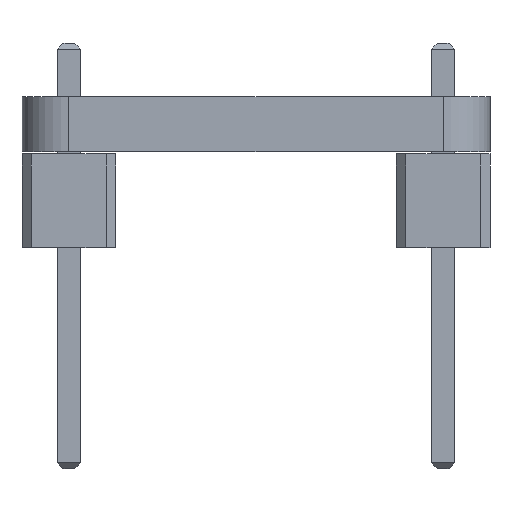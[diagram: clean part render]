
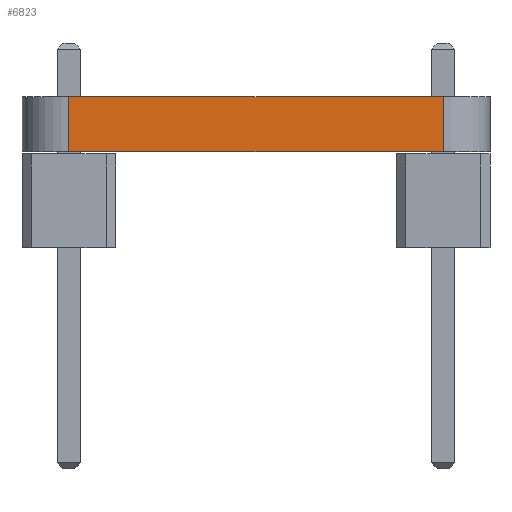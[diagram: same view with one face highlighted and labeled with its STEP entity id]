
A CAD part, front view. The second image highlights one B-rep face of the part: STEP entity #6823.
In plain terms, the highlighted planar face has unit normal (0, -1, 0).
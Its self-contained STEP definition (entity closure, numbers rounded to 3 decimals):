
#359=FACE_OUTER_BOUND('',#829,.T.);
#829=EDGE_LOOP('',(#4661,#4662,#4663,#4664));
#1474=LINE('',#9844,#2264);
#1476=LINE('',#9901,#2266);
#1481=LINE('',#9963,#2271);
#1482=LINE('',#9965,#2272);
#2264=VECTOR('',#7889,10.16);
#2266=VECTOR('',#7945,10.16);
#2271=VECTOR('',#8008,1.5);
#2272=VECTOR('',#8011,1.5);
#3057=VERTEX_POINT('',#9841);
#3058=VERTEX_POINT('',#9843);
#3085=VERTEX_POINT('',#9898);
#3086=VERTEX_POINT('',#9900);
#3653=EDGE_CURVE('',#3058,#3057,#1474,.T.);
#3681=EDGE_CURVE('',#3085,#3086,#1476,.T.);
#3713=EDGE_CURVE('',#3058,#3085,#1481,.T.);
#3714=EDGE_CURVE('',#3057,#3086,#1482,.T.);
#4661=ORIENTED_EDGE('',*,*,#3653,.T.);
#4662=ORIENTED_EDGE('',*,*,#3714,.T.);
#4663=ORIENTED_EDGE('',*,*,#3681,.F.);
#4664=ORIENTED_EDGE('',*,*,#3713,.F.);
#6476=PLANE('',#7353);
#6823=ADVANCED_FACE('',(#359),#6476,.T.);
#7353=AXIS2_PLACEMENT_3D('',#9964,#8009,#8010);
#7889=DIRECTION('',(1.,0.,0.));
#7945=DIRECTION('',(1.,0.,0.));
#8008=DIRECTION('',(0.,0.,1.));
#8009=DIRECTION('center_axis',(0.,-1.,0.));
#8010=DIRECTION('ref_axis',(0.,0.,-1.));
#8011=DIRECTION('',(0.,0.,1.));
#9841=CARTESIAN_POINT('',(11.43,0.,0.));
#9843=CARTESIAN_POINT('',(1.27,0.,0.));
#9844=CARTESIAN_POINT('',(1.27,0.,0.));
#9898=CARTESIAN_POINT('',(1.27,0.,1.5));
#9900=CARTESIAN_POINT('',(11.43,0.,1.5));
#9901=CARTESIAN_POINT('',(1.27,0.,1.5));
#9963=CARTESIAN_POINT('',(1.27,0.,0.));
#9964=CARTESIAN_POINT('Origin',(1.27,0.,0.));
#9965=CARTESIAN_POINT('',(11.43,0.,0.));
